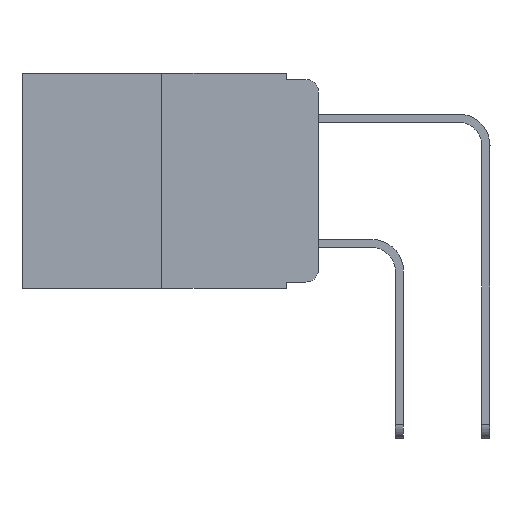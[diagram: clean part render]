
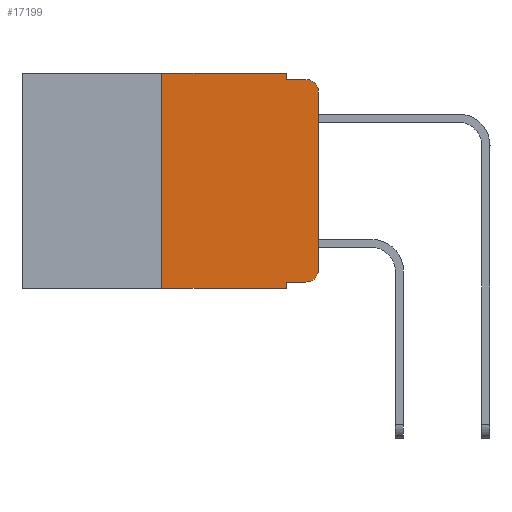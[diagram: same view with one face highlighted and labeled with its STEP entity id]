
A CAD part, left-side view. The second image highlights one B-rep face of the part: STEP entity #17199.
In plain terms, the highlighted planar face has unit normal (-1, 0, 0).
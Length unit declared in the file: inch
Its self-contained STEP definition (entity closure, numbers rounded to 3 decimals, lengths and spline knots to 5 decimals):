
#374 = DIRECTION ( 'NONE',  ( 0., 0., -1. ) ) ;
#454 = DIRECTION ( 'NONE',  ( 0., 0., -1. ) ) ;
#701 = DIRECTION ( 'NONE',  ( -1., 0., 0. ) ) ;
#719 = VERTEX_POINT ( 'NONE', #12773 ) ;
#2139 = LINE ( 'NONE', #18138, #13586 ) ;
#2595 = AXIS2_PLACEMENT_3D ( 'NONE', #18470, #8121, #18598 ) ;
#2632 = EDGE_CURVE ( 'NONE', #3285, #7338, #12690, .T. ) ;
#2719 = VERTEX_POINT ( 'NONE', #5274 ) ;
#3041 = VERTEX_POINT ( 'NONE', #4877 ) ;
#3107 = EDGE_CURVE ( 'NONE', #11411, #8555, #11760, .T. ) ;
#3212 = DIRECTION ( 'NONE',  ( 1., 0., 0. ) ) ;
#3285 = VERTEX_POINT ( 'NONE', #18619 ) ;
#3425 = CARTESIAN_POINT ( 'NONE',  ( 0., 0.02, -0.03 ) ) ;
#3470 = AXIS2_PLACEMENT_3D ( 'NONE', #3425, #701, #454 ) ;
#3881 = EDGE_CURVE ( 'NONE', #7338, #719, #13362, .T. ) ;
#4071 = DIRECTION ( 'NONE',  ( 0., 0., -1. ) ) ;
#4754 = VECTOR ( 'NONE', #11092, 39.37008 ) ;
#4877 = CARTESIAN_POINT ( 'NONE',  ( 0., 0.25, -0.343 ) ) ;
#4929 = ORIENTED_EDGE ( 'NONE', *, *, #18737, .T. ) ;
#5274 = CARTESIAN_POINT ( 'NONE',  ( 0., 0.25, 0. ) ) ;
#5358 = VERTEX_POINT ( 'NONE', #16156 ) ;
#5558 = EDGE_CURVE ( 'NONE', #5358, #5798, #5811, .T. ) ;
#5575 = EDGE_CURVE ( 'NONE', #2719, #5358, #13070, .T. ) ;
#5578 = VECTOR ( 'NONE', #4071, 39.37008 ) ;
#5798 = VERTEX_POINT ( 'NONE', #13551 ) ;
#5811 = LINE ( 'NONE', #9256, #9824 ) ;
#6259 = FACE_OUTER_BOUND ( 'NONE', #7860, .T. ) ;
#7338 = VERTEX_POINT ( 'NONE', #13718 ) ;
#7539 = AXIS2_PLACEMENT_3D ( 'NONE', #13667, #3212, #12316 ) ;
#7807 = CARTESIAN_POINT ( 'NONE',  ( 0., 0.473, 0. ) ) ;
#7860 = EDGE_LOOP ( 'NONE', ( #18525, #14189, #16281, #12861, #15270, #19211, #4929, #15641, #16982, #12664 ) ) ;
#7932 = VECTOR ( 'NONE', #12432, 39.37008 ) ;
#8010 = CARTESIAN_POINT ( 'NONE',  ( 0., 0.051, -0.333 ) ) ;
#8121 = DIRECTION ( 'NONE',  ( -1., 0., 0. ) ) ;
#8157 = CARTESIAN_POINT ( 'NONE',  ( 0., 0.02, -0.01 ) ) ;
#8193 = CARTESIAN_POINT ( 'NONE',  ( 0., 0.051, -0.343 ) ) ;
#8544 = LINE ( 'NONE', #11314, #11117 ) ;
#8555 = VERTEX_POINT ( 'NONE', #8157 ) ;
#8826 = DIRECTION ( 'NONE',  ( 0., 0., 1. ) ) ;
#9256 = CARTESIAN_POINT ( 'NONE',  ( 0., 0.051, 0. ) ) ;
#9433 = EDGE_CURVE ( 'NONE', #3285, #11124, #10288, .T. ) ;
#9824 = VECTOR ( 'NONE', #374, 39.37008 ) ;
#10288 = LINE ( 'NONE', #11646, #5578 ) ;
#10333 = LINE ( 'NONE', #10417, #13110 ) ;
#10343 = DIRECTION ( 'NONE',  ( 0., 0., 1. ) ) ;
#10417 = CARTESIAN_POINT ( 'NONE',  ( 0., 0., 0. ) ) ;
#11092 = DIRECTION ( 'NONE',  ( 0., -1., 0. ) ) ;
#11117 = VECTOR ( 'NONE', #12926, 39.37008 ) ;
#11124 = VERTEX_POINT ( 'NONE', #8193 ) ;
#11314 = CARTESIAN_POINT ( 'NONE',  ( 0., 0.051, -0.01 ) ) ;
#11411 = VERTEX_POINT ( 'NONE', #15274 ) ;
#11646 = CARTESIAN_POINT ( 'NONE',  ( 0., 0.051, 0. ) ) ;
#11760 = CIRCLE ( 'NONE', #3470, 0.02 ) ;
#12316 = DIRECTION ( 'NONE',  ( 0., 0., -1. ) ) ;
#12352 = DIRECTION ( 'NONE',  ( 0., -1., 0. ) ) ;
#12381 = PLANE ( 'NONE',  #7539 ) ;
#12432 = DIRECTION ( 'NONE',  ( 0., -1., 0. ) ) ;
#12664 = ORIENTED_EDGE ( 'NONE', *, *, #3881, .T. ) ;
#12690 = LINE ( 'NONE', #8010, #4754 ) ;
#12773 = CARTESIAN_POINT ( 'NONE',  ( 0., 0., -0.313 ) ) ;
#12861 = ORIENTED_EDGE ( 'NONE', *, *, #5558, .F. ) ;
#12926 = DIRECTION ( 'NONE',  ( 0., -1., 0. ) ) ;
#12972 = VECTOR ( 'NONE', #12352, 39.37008 ) ;
#13070 = LINE ( 'NONE', #7807, #7932 ) ;
#13110 = VECTOR ( 'NONE', #10343, 39.37008 ) ;
#13275 = EDGE_CURVE ( 'NONE', #3041, #2719, #2139, .T. ) ;
#13362 = CIRCLE ( 'NONE', #2595, 0.02 ) ;
#13551 = CARTESIAN_POINT ( 'NONE',  ( 0., 0.051, -0.01 ) ) ;
#13586 = VECTOR ( 'NONE', #8826, 39.37008 ) ;
#13667 = CARTESIAN_POINT ( 'NONE',  ( 0., 0.473, 0. ) ) ;
#13718 = CARTESIAN_POINT ( 'NONE',  ( 0., 0.02, -0.333 ) ) ;
#14097 = CARTESIAN_POINT ( 'NONE',  ( 0., 0.473, -0.343 ) ) ;
#14189 = ORIENTED_EDGE ( 'NONE', *, *, #3107, .T. ) ;
#14307 = EDGE_CURVE ( 'NONE', #719, #11411, #10333, .T. ) ;
#15270 = ORIENTED_EDGE ( 'NONE', *, *, #5575, .F. ) ;
#15274 = CARTESIAN_POINT ( 'NONE',  ( 0., 0., -0.03 ) ) ;
#15641 = ORIENTED_EDGE ( 'NONE', *, *, #9433, .F. ) ;
#16156 = CARTESIAN_POINT ( 'NONE',  ( 0., 0.051, 0. ) ) ;
#16281 = ORIENTED_EDGE ( 'NONE', *, *, #18794, .F. ) ;
#16982 = ORIENTED_EDGE ( 'NONE', *, *, #2632, .T. ) ;
#17199 = ADVANCED_FACE ( 'NONE', ( #6259 ), #12381, .F. ) ;
#17871 = LINE ( 'NONE', #14097, #12972 ) ;
#18138 = CARTESIAN_POINT ( 'NONE',  ( 0., 0.25, 0. ) ) ;
#18470 = CARTESIAN_POINT ( 'NONE',  ( 0., 0.02, -0.313 ) ) ;
#18525 = ORIENTED_EDGE ( 'NONE', *, *, #14307, .T. ) ;
#18598 = DIRECTION ( 'NONE',  ( 0., 0., -1. ) ) ;
#18619 = CARTESIAN_POINT ( 'NONE',  ( 0., 0.051, -0.333 ) ) ;
#18737 = EDGE_CURVE ( 'NONE', #3041, #11124, #17871, .T. ) ;
#18794 = EDGE_CURVE ( 'NONE', #5798, #8555, #8544, .T. ) ;
#19211 = ORIENTED_EDGE ( 'NONE', *, *, #13275, .F. ) ;
